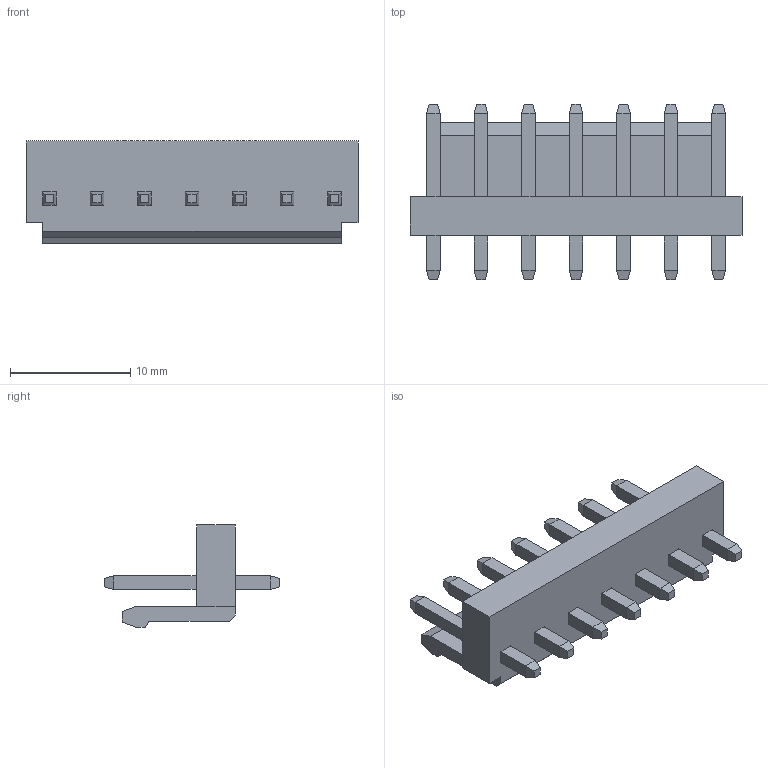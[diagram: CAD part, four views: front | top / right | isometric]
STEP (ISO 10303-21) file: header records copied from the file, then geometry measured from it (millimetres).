
FILE_DESCRIPTION (( 'STEP AP214' ), '1' );
FILE_NAME ('B7P-VH.STEP', '2023-12-10T14:14:59', ( '' ), ( '' ), 'SwSTEP 2.0', 'SolidWorks 2021', '' );
FILE_SCHEMA (( 'AUTOMOTIVE_DESIGN' ));
Length unit declared in the file: millimetre
Products named in the file (3): BxP-VH_7; pin; B7P-VH
Assembly tree (8 placements, depth 2):
  B7P-VH
    BxP-VH_7
    pin  x7
Bounding box: 27.66 x 14.6 x 8.5 mm (x, y, z)
Volume: 993.2 mm3; surface area: 1533.6 mm2
Topology: 8 solids, 8 shells, 143 faces, 323 edges, 196 vertices
Faces by surface type: plane 143
Entity records: 1955 total; most frequent: CARTESIAN_POINT 325, ORIENTED_EDGE 310, DIRECTION 295, EDGE_CURVE 155, VECTOR 155, LINE 155, VERTEX_POINT 100, EDGE_LOOP 73
